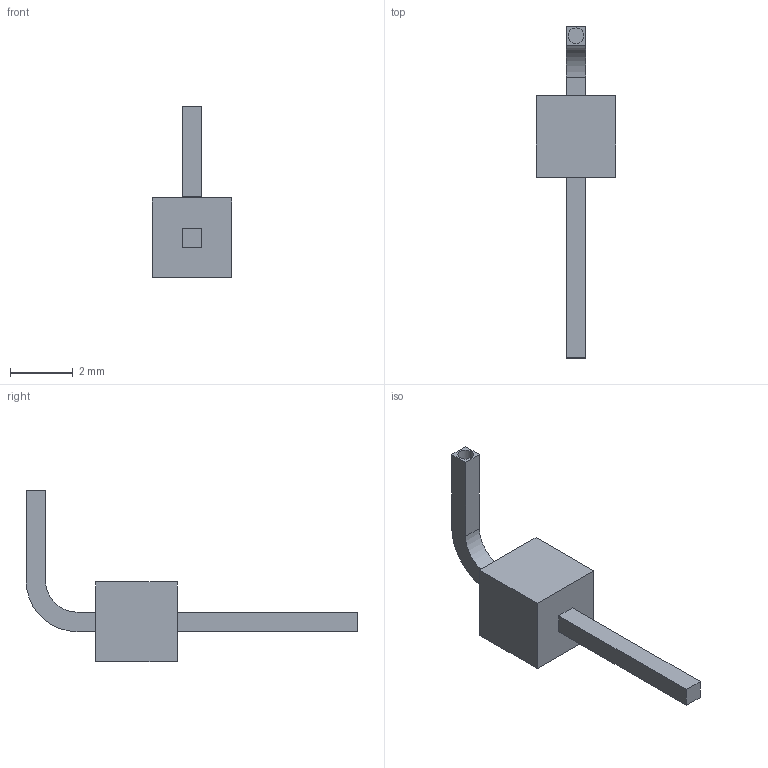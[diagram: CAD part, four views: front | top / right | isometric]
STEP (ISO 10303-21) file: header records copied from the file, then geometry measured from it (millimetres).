
FILE_DESCRIPTION(('STEP AP214'), '1');
FILE_NAME('âèëêà ÑÍÏ3461ÂÏ31-1-Â', '2019-10-22T07:19:55', ('user'), (''), 'ASCON STEP Converter 1.3', 'ASCON Math Kernel', '');
FILE_SCHEMA(('AUTOMOTIVE_DESIGN { 1 0 10303 214 3 1 1}'));
Length unit declared in the file: millimetre
Bounding box: 2.54 x 10.56 x 5.46 mm (x, y, z)
Volume: 20.9 mm3; surface area: 68.9 mm2
Topology: 1 solids, 1 shells, 22 faces, 51 edges, 34 vertices
Faces by surface type: plane 19, cylinder 3
Full cylindrical faces by diameter (mm): 0.5 x1
Entity records: 836 total; most frequent: CARTESIAN_POINT 107, DIRECTION 102, ORIENTED_EDGE 100, EDGE_CURVE 50, LINE 44, VECTOR 44, VERTEX_POINT 34, AXIS2_PLACEMENT_3D 29
